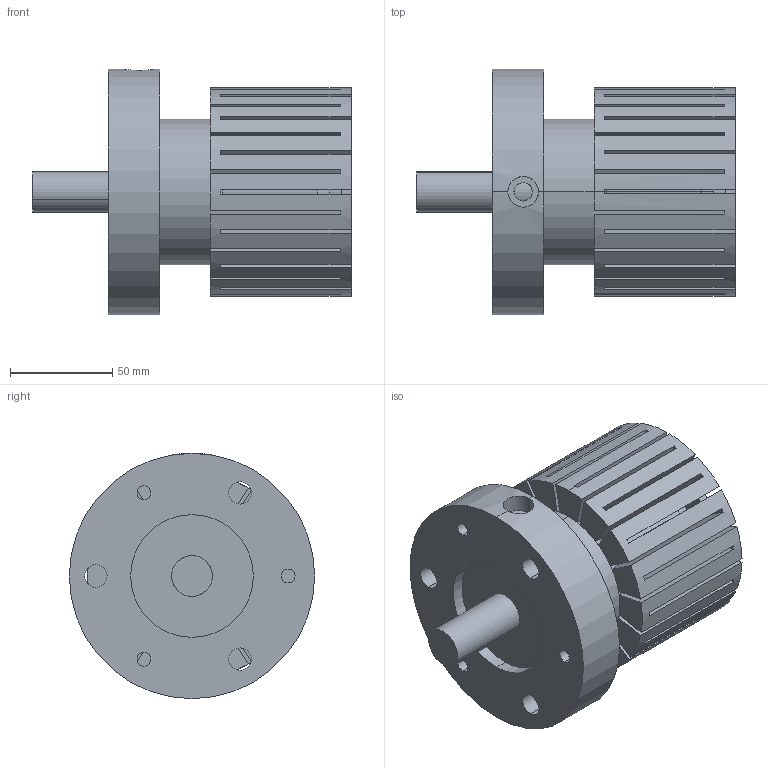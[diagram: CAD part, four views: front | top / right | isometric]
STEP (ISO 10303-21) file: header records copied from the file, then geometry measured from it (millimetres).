
FILE_DESCRIPTION (( 'STEP AP214' ), '1' );
FILE_NAME ('_DTG-6C2.STEP', '2023-12-11T02:23:35', ( '' ), ( '' ), 'SwSTEP 2.0', 'SolidWorks 2023', '' );
FILE_SCHEMA (( 'AUTOMOTIVE_DESIGN' ));
Length unit declared in the file: millimetre
Products named in the file (4): DTG-6C2-涨套 ; DTG-6C2-底座; _DTG-6C2; DTG-6C2-拉杆
Assembly tree (3 placements, depth 2):
  _DTG-6C2
    DTG-6C2-底座
    DTG-6C2-拉杆
    DTG-6C2-涨套 
Bounding box: 155.7 x 120 x 120 mm (x, y, z)
Volume: 833636.4 mm3; surface area: 189722.6 mm2
Topology: 3 solids, 3 shells, 329 faces, 935 edges, 616 vertices
Faces by surface type: plane 162, cylinder 102, cone 65
Entity records: 11209 total; most frequent: CARTESIAN_POINT 2425, ORIENTED_EDGE 1870, DIRECTION 1817, EDGE_CURVE 935, AXIS2_PLACEMENT_3D 679, VERTEX_POINT 616, LINE 459, VECTOR 459
